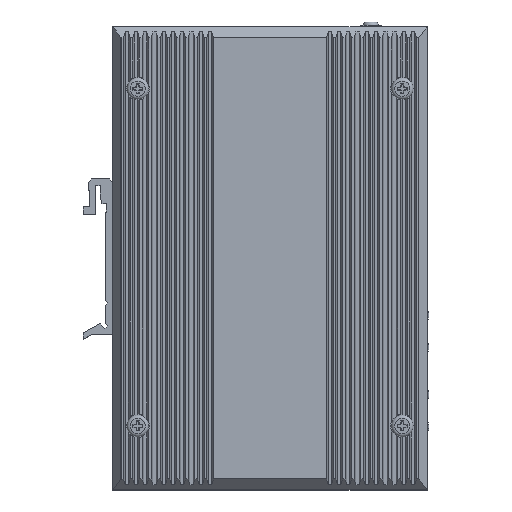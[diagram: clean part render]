
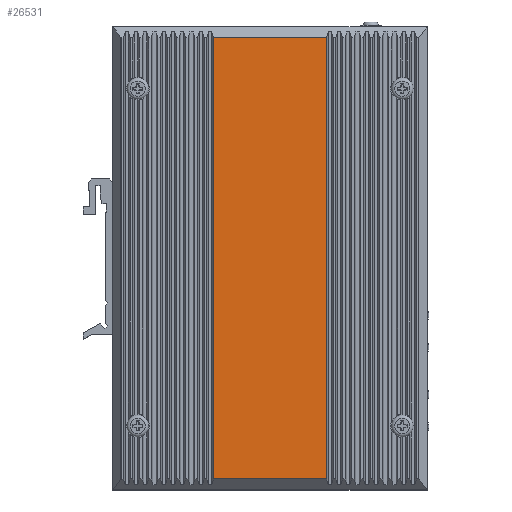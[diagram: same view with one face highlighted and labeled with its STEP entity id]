
A CAD part, top view. The second image highlights one B-rep face of the part: STEP entity #26531.
In plain terms, the highlighted planar face has unit normal (0, 0, 1).
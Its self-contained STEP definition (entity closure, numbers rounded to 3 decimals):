
#5209 = FACE_OUTER_BOUND ( 'NONE', #29255, .T. ) ;
#7241 = AXIS2_PLACEMENT_3D ( 'NONE', #8691, #8692, #8693 ) ;
#8690 = PLANE ( 'NONE',  #7241 ) ;
#8691 = CARTESIAN_POINT ( 'NONE',  ( -17.618, 140., 18.3 ) ) ;
#8692 = DIRECTION ( 'NONE',  ( 0., 0., -1. ) ) ;
#8693 = DIRECTION ( 'NONE',  ( -1., 0., 0. ) ) ;
#12747 = CARTESIAN_POINT ( 'NONE',  ( -17.618, 3.3, 18.3 ) ) ;
#12749 = CARTESIAN_POINT ( 'NONE',  ( -17.618, 136.7, 18.3 ) ) ;
#12768 = ORIENTED_EDGE ( 'NONE', *, *, #14572, .T. ) ;
#12770 = ORIENTED_EDGE ( 'NONE', *, *, #14578, .F. ) ;
#12772 = ORIENTED_EDGE ( 'NONE', *, *, #14576, .T. ) ;
#12774 = ORIENTED_EDGE ( 'NONE', *, *, #14581, .T. ) ;
#14572 = EDGE_CURVE ( 'NONE', #27977, #27976, #30085, .T. ) ;
#14576 = EDGE_CURVE ( 'NONE', #27976, #22043, #30087, .T. ) ;
#14578 = EDGE_CURVE ( 'NONE', #22035, #22043, #30088, .T. ) ;
#14581 = EDGE_CURVE ( 'NONE', #22035, #27977, #30089, .T. ) ;
#22035 = VERTEX_POINT ( 'NONE', #49755 ) ;
#22043 = VERTEX_POINT ( 'NONE', #49763 ) ;
#26531 = ADVANCED_FACE ( 'NONE', ( #5209 ), #8690, .F. ) ;
#27976 = VERTEX_POINT ( 'NONE', #12747 ) ;
#27977 = VERTEX_POINT ( 'NONE', #12749 ) ;
#29255 = EDGE_LOOP ( 'NONE', ( #12768, #12772, #12770, #12774 ) ) ;
#30085 = LINE ( 'NONE', #33221, #32713 ) ;
#30087 = LINE ( 'NONE', #33225, #32715 ) ;
#30088 = LINE ( 'NONE', #33227, #32716 ) ;
#30089 = LINE ( 'NONE', #33229, #32717 ) ;
#32713 = VECTOR ( 'NONE', #33222, 1000. ) ;
#32715 = VECTOR ( 'NONE', #33226, 1000. ) ;
#32716 = VECTOR ( 'NONE', #33228, 1000. ) ;
#32717 = VECTOR ( 'NONE', #33230, 1000. ) ;
#33221 = CARTESIAN_POINT ( 'NONE',  ( -17.618, 140., 18.3 ) ) ;
#33222 = DIRECTION ( 'NONE',  ( 0., -1., 0. ) ) ;
#33225 = CARTESIAN_POINT ( 'NONE',  ( -17.618, 3.3, 18.3 ) ) ;
#33226 = DIRECTION ( 'NONE',  ( 1., 0., 0. ) ) ;
#33227 = CARTESIAN_POINT ( 'NONE',  ( 16.618, 140., 18.3 ) ) ;
#33228 = DIRECTION ( 'NONE',  ( 0., -1., 0. ) ) ;
#33229 = CARTESIAN_POINT ( 'NONE',  ( -17.618, 136.7, 18.3 ) ) ;
#33230 = DIRECTION ( 'NONE',  ( -1., 0., 0. ) ) ;
#49755 = CARTESIAN_POINT ( 'NONE',  ( 16.618, 136.7, 18.3 ) ) ;
#49763 = CARTESIAN_POINT ( 'NONE',  ( 16.618, 3.3, 18.3 ) ) ;
